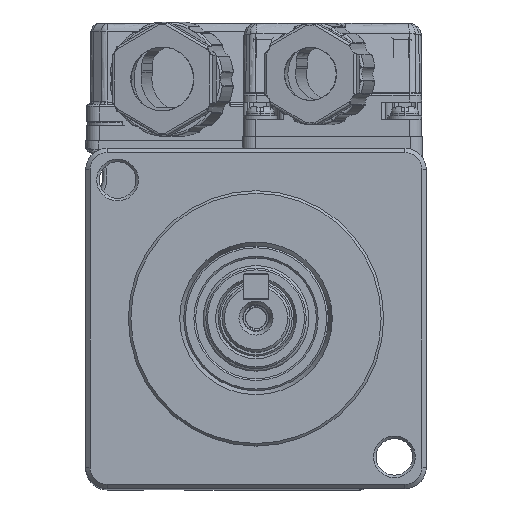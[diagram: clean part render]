
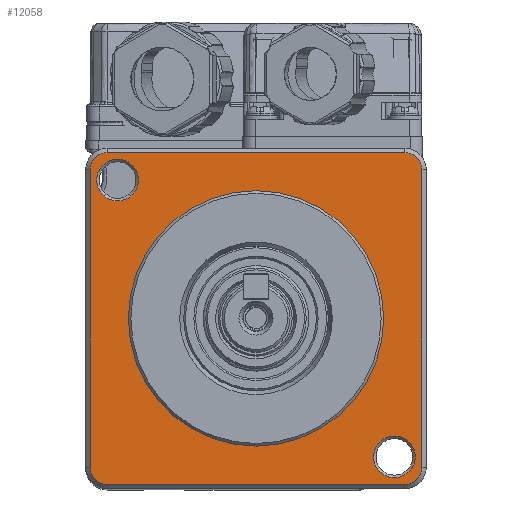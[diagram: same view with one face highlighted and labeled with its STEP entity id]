
A CAD part, top view. The second image highlights one B-rep face of the part: STEP entity #12058.
In plain terms, the highlighted planar face has unit normal (0, 0, 1).
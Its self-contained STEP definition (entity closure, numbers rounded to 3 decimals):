
#11005=CARTESIAN_POINT('',(19.5,-17.5,17.3));
#11006=VERTEX_POINT('',#11005);
#11014=CARTESIAN_POINT('',(19.5,17.5,17.3));
#11015=VERTEX_POINT('',#11014);
#11022=CARTESIAN_POINT('',(19.5,17.5,17.3));
#11023=DIRECTION('',(0.,-1.,0.));
#11024=VECTOR('',#11023,35.);
#11025=LINE('',#11022,#11024);
#11026=EDGE_CURVE('',#11015,#11006,#11025,.T.);
#11549=CARTESIAN_POINT('',(-17.5,19.5,17.3));
#11550=VERTEX_POINT('',#11549);
#11557=CARTESIAN_POINT('',(17.5,19.5,17.3));
#11558=VERTEX_POINT('',#11557);
#11559=CARTESIAN_POINT('',(-17.5,19.5,17.3));
#11560=DIRECTION('',(1.,0.,0.));
#11561=VECTOR('',#11560,35.);
#11562=LINE('',#11559,#11561);
#11563=EDGE_CURVE('',#11550,#11558,#11562,.T.);
#11588=CARTESIAN_POINT('',(17.5,17.5,17.3));
#11589=DIRECTION('',(0.,1.,0.));
#11590=DIRECTION('',(0.,0.,-1.));
#11591=AXIS2_PLACEMENT_3D('',#11588,#11590,#11589);
#11592=CIRCLE('',#11591,2.);
#11593=EDGE_CURVE('',#11558,#11015,#11592,.T.);
#11713=CARTESIAN_POINT('',(-17.5,-19.5,17.3));
#11714=VERTEX_POINT('',#11713);
#11722=CARTESIAN_POINT('',(17.5,-19.5,17.3));
#11723=VERTEX_POINT('',#11722);
#11730=CARTESIAN_POINT('',(17.5,-19.5,17.3));
#11731=DIRECTION('',(-1.,0.,0.));
#11732=VECTOR('',#11731,35.);
#11733=LINE('',#11730,#11732);
#11734=EDGE_CURVE('',#11723,#11714,#11733,.T.);
#11744=CARTESIAN_POINT('',(-19.5,-17.5,17.3));
#11745=VERTEX_POINT('',#11744);
#11754=CARTESIAN_POINT('',(-17.5,-17.5,17.3));
#11755=DIRECTION('',(0.,-1.,0.));
#11756=DIRECTION('',(0.,0.,-1.));
#11757=AXIS2_PLACEMENT_3D('',#11754,#11756,#11755);
#11758=CIRCLE('',#11757,2.);
#11759=EDGE_CURVE('',#11714,#11745,#11758,.T.);
#11802=CARTESIAN_POINT('',(-19.5,17.5,17.3));
#11803=VERTEX_POINT('',#11802);
#11804=CARTESIAN_POINT('',(-19.5,-17.5,17.3));
#11805=DIRECTION('',(0.,1.,0.));
#11806=VECTOR('',#11805,35.);
#11807=LINE('',#11804,#11806);
#11808=EDGE_CURVE('',#11745,#11803,#11807,.T.);
#11994=CARTESIAN_POINT('',(17.5,-17.5,17.3));
#11995=DIRECTION('',(1.,0.,0.));
#11996=DIRECTION('',(0.,0.,-1.));
#11997=AXIS2_PLACEMENT_3D('',#11994,#11996,#11995);
#11998=CIRCLE('',#11997,2.);
#11999=EDGE_CURVE('',#11006,#11723,#11998,.T.);
#12004=CARTESIAN_POINT('',(0.,0.,17.3));
#12005=DIRECTION('',(0.,1.,0.));
#12006=DIRECTION('',(0.,-0.,1.));
#12007=AXIS2_PLACEMENT_3D('',#12004,#12006,#12005);
#12008=PLANE('',#12007);
#12009=ORIENTED_EDGE('',*,*,#11026,.F.);
#12010=ORIENTED_EDGE('',*,*,#11593,.F.);
#12011=ORIENTED_EDGE('',*,*,#11563,.F.);
#12012=CARTESIAN_POINT('',(-17.5,17.5,17.3));
#12013=DIRECTION('',(0.,1.,0.));
#12014=DIRECTION('',(0.,0.,1.));
#12015=AXIS2_PLACEMENT_3D('',#12012,#12014,#12013);
#12016=CIRCLE('',#12015,2.);
#12017=EDGE_CURVE('',#11550,#11803,#12016,.T.);
#12018=ORIENTED_EDGE('',*,*,#12017,.T.);
#12019=ORIENTED_EDGE('',*,*,#11808,.F.);
#12020=ORIENTED_EDGE('',*,*,#11759,.F.);
#12021=ORIENTED_EDGE('',*,*,#11734,.F.);
#12022=ORIENTED_EDGE('',*,*,#11999,.F.);
#12023=EDGE_LOOP('',(#12009,#12010,#12011,#12018,#12019,#12020,#12021,#12022));
#12024=FACE_OUTER_BOUND('',#12023,.T.);
#12025=CARTESIAN_POINT('',(-15.,0.,17.3));
#12026=VERTEX_POINT('',#12025);
#12027=CARTESIAN_POINT('',(0.,0.,17.3));
#12028=DIRECTION('',(-1.,0.,0.));
#12029=DIRECTION('',(0.,0.,-1.));
#12030=AXIS2_PLACEMENT_3D('',#12027,#12029,#12028);
#12031=CIRCLE('',#12030,15.);
#12032=EDGE_CURVE('',#12026,#12026,#12031,.T.);
#12033=ORIENTED_EDGE('',*,*,#12032,.T.);
#12034=EDGE_LOOP('',(#12033));
#12035=FACE_BOUND('',#12034,.T.);
#12036=CARTESIAN_POINT('',(13.813,-16.263,17.3));
#12037=VERTEX_POINT('',#12036);
#12038=CARTESIAN_POINT('',(16.263,-16.263,17.3));
#12039=DIRECTION('',(-1.,0.,0.));
#12040=DIRECTION('',(0.,0.,-1.));
#12041=AXIS2_PLACEMENT_3D('',#12038,#12040,#12039);
#12042=CIRCLE('',#12041,2.45);
#12043=EDGE_CURVE('',#12037,#12037,#12042,.T.);
#12044=ORIENTED_EDGE('',*,*,#12043,.T.);
#12045=EDGE_LOOP('',(#12044));
#12046=FACE_BOUND('',#12045,.T.);
#12047=CARTESIAN_POINT('',(-18.713,16.263,17.3));
#12048=VERTEX_POINT('',#12047);
#12049=CARTESIAN_POINT('',(-16.263,16.263,17.3));
#12050=DIRECTION('',(-1.,0.,0.));
#12051=DIRECTION('',(0.,0.,-1.));
#12052=AXIS2_PLACEMENT_3D('',#12049,#12051,#12050);
#12053=CIRCLE('',#12052,2.45);
#12054=EDGE_CURVE('',#12048,#12048,#12053,.T.);
#12055=ORIENTED_EDGE('',*,*,#12054,.T.);
#12056=EDGE_LOOP('',(#12055));
#12057=FACE_BOUND('',#12056,.T.);
#12058=ADVANCED_FACE('',(#12024,#12035,#12046,#12057),#12008,.T.);
